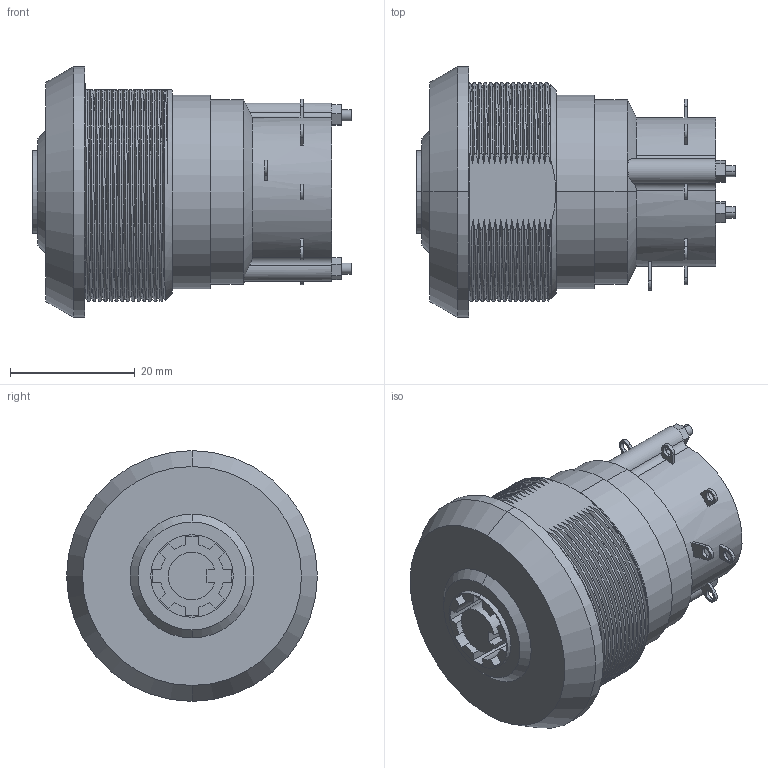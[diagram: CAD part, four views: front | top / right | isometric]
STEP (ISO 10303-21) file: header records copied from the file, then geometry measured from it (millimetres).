
FILE_DESCRIPTION((''),'2;1');
FILE_NAME('44L-1','2015-02-27T',('amercuri'),(''),'PRO/ENGINEER BY PARAMETRIC TECHNOLOGY CORPORATION, 2011490','PRO/ENGINEER BY PARAMETRIC TECHNOLOGY CORPORATION, 2011490','');
FILE_SCHEMA(('CONFIG_CONTROL_DESIGN'));
Length unit declared in the file: inch
Products named in the file (1): 44L-1
Bounding box: 50.98 x 40.13 x 40.13 mm (x, y, z)
Volume: 35161 mm3; surface area: 8966.3 mm2
Topology: 1 solids, 1 shells, 503 faces, 1403 edges, 932 vertices
Faces by surface type: plane 374, cylinder 80, bspline 41, cone 8
Entity records: 28075 total; most frequent: CARTESIAN_POINT 15298, ORIENTED_EDGE 2806, DIRECTION 2348, EDGE_CURVE 1403, VECTOR 1110, LINE 1110, VERTEX_POINT 932, AXIS2_PLACEMENT_3D 619
